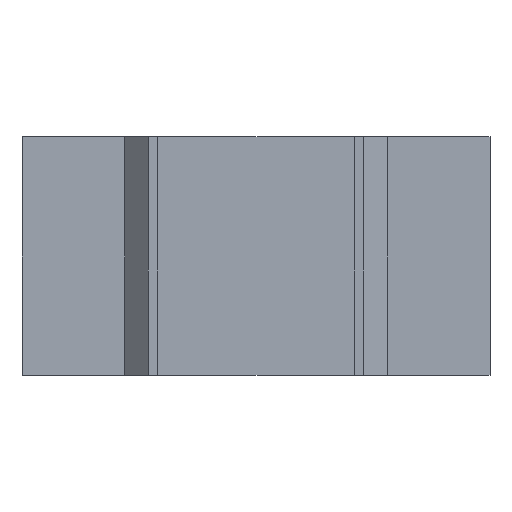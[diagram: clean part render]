
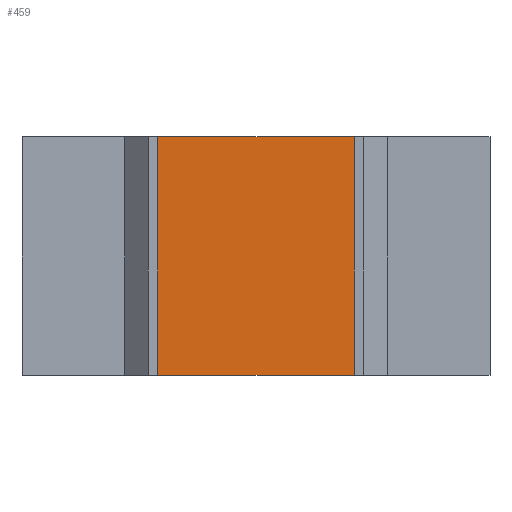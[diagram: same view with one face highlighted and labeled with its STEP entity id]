
A CAD part, top view. The second image highlights one B-rep face of the part: STEP entity #459.
In plain terms, the highlighted planar face has unit normal (0, 0, 1).
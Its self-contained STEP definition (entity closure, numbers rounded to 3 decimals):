
#41=FACE_OUTER_BOUND('',#67,.T.);
#67=EDGE_LOOP('',(#395,#396,#397,#398));
#125=LINE('',#734,#185);
#126=LINE('',#737,#186);
#127=LINE('',#739,#187);
#128=LINE('',#740,#188);
#185=VECTOR('',#605,10.);
#186=VECTOR('',#608,10.);
#187=VECTOR('',#609,10.);
#188=VECTOR('',#610,10.);
#227=VERTEX_POINT('',#730);
#228=VERTEX_POINT('',#732);
#229=VERTEX_POINT('',#736);
#230=VERTEX_POINT('',#738);
#285=EDGE_CURVE('',#227,#228,#125,.T.);
#286=EDGE_CURVE('',#227,#229,#126,.T.);
#287=EDGE_CURVE('',#230,#228,#127,.T.);
#288=EDGE_CURVE('',#229,#230,#128,.T.);
#395=ORIENTED_EDGE('',*,*,#286,.F.);
#396=ORIENTED_EDGE('',*,*,#285,.T.);
#397=ORIENTED_EDGE('',*,*,#287,.F.);
#398=ORIENTED_EDGE('',*,*,#288,.F.);
#433=PLANE('',#501);
#459=ADVANCED_FACE('',(#41),#433,.T.);
#501=AXIS2_PLACEMENT_3D('',#735,#606,#607);
#605=DIRECTION('',(0.,1.,0.));
#606=DIRECTION('center_axis',(0.,0.,1.));
#607=DIRECTION('ref_axis',(1.,0.,0.));
#608=DIRECTION('',(-1.,0.,0.));
#609=DIRECTION('',(1.,0.,0.));
#610=DIRECTION('',(0.,1.,0.));
#730=CARTESIAN_POINT('',(7.104,0.,1.));
#732=CARTESIAN_POINT('',(7.104,5.1,1.));
#734=CARTESIAN_POINT('',(7.104,0.,1.));
#735=CARTESIAN_POINT('Origin',(2.896,0.,1.));
#736=CARTESIAN_POINT('',(2.896,0.,1.));
#737=CARTESIAN_POINT('',(7.3,0.,1.));
#738=CARTESIAN_POINT('',(2.896,5.1,1.));
#739=CARTESIAN_POINT('',(7.3,5.1,1.));
#740=CARTESIAN_POINT('',(2.896,0.,1.));
